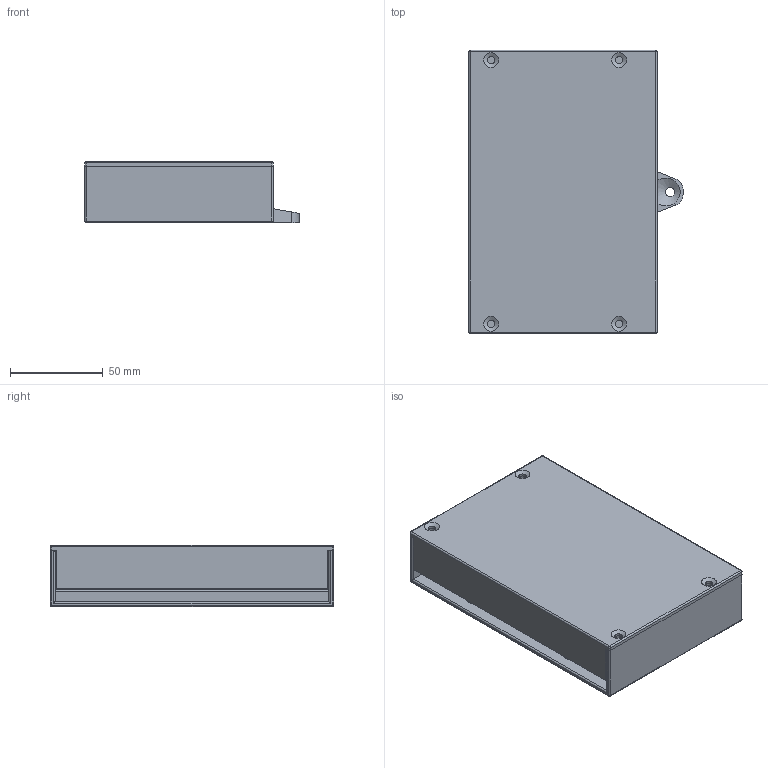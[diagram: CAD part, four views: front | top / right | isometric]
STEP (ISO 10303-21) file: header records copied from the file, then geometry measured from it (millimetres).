
FILE_DESCRIPTION(/* description */ ('STEP AP242','CAx-IF Rec.Pracs.---Representation and Presentation of Product Manufacturing Information (PMI)---4.0---2014-10-13','CAx-IF Rec.Pracs.---3D Tessellated Geometry---0.4---2014-09-14','2;1'),/* implementation_level */ '2;1');
FILE_NAME(/* name */ '662711bbd7114139af4bfc57',/* time_stamp */ '2024-04-23T01:41:17Z',/* author */ (''),/* organization */ (''),/* preprocessor_version */ 'ST-DEVELOPER v20',/* originating_system */ ' ',/* authorisation */ ' ');
FILE_SCHEMA (('AP242_MANAGED_MODEL_BASED_3D_ENGINEERING_MIM_LF { 1 0 10303 442 1 1 4 }'));
Length unit declared in the file: metre
Products named in the file (2): Part 2; Part 1
Bounding box: 115.6 x 152.9 x 33 mm (x, y, z)
Volume: 116400.3 mm3; surface area: 95362.8 mm2
Topology: 2 solids, 2 shells, 166 faces, 414 edges, 246 vertices
Faces by surface type: cylinder 73, plane 70, sphere 16, cone 7
Full cylindrical faces by diameter (mm): 4 x12, 5 x3, 6 x4
Entity records: 4634 total; most frequent: DIRECTION 834, CARTESIAN_POINT 767, ORIENTED_EDGE 720, EDGE_CURVE 360, AXIS2_PLACEMENT_3D 307, VERTEX_POINT 234, EDGE_LOOP 224, FACE_BOUND 224
